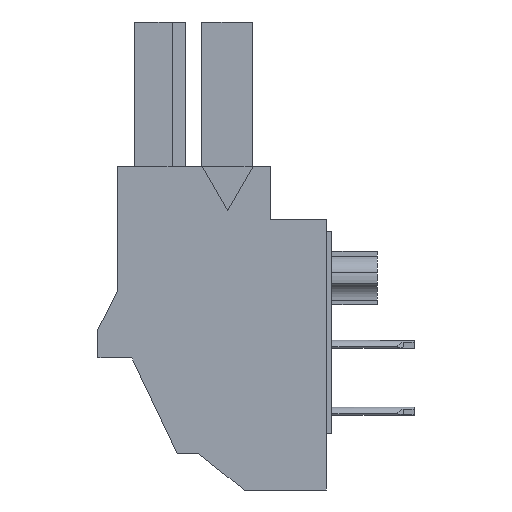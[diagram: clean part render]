
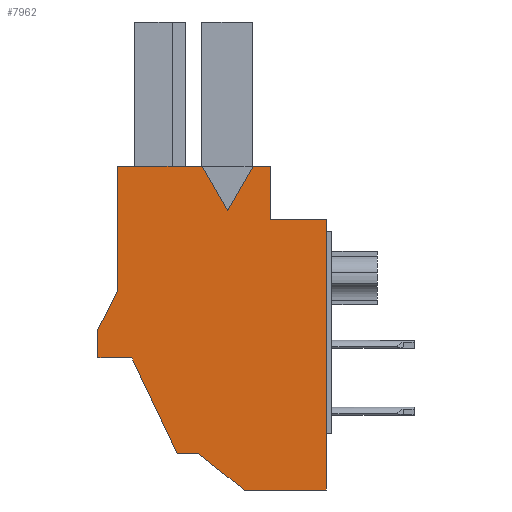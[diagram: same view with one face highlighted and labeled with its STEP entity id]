
A CAD part, left-side view. The second image highlights one B-rep face of the part: STEP entity #7962.
In plain terms, the highlighted planar face has unit normal (-1, 0, 0).
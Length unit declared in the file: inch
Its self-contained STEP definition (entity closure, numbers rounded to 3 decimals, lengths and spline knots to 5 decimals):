
#1=DIRECTION('',(0.,-0.5,-0.866));
#2=VECTOR('',#1,0.09);
#3=CARTESIAN_POINT('',(-0.309,0.018,0.));
#4=LINE('',#3,#2);
#5=DIRECTION('',(0.,-0.5,0.866));
#6=VECTOR('',#5,0.09);
#7=CARTESIAN_POINT('',(-0.309,-0.027,-0.07794));
#8=LINE('',#7,#6);
#9=DIRECTION('',(0.,-1.,0.));
#10=VECTOR('',#9,0.031);
#11=CARTESIAN_POINT('',(-0.309,-0.072,0.));
#12=LINE('',#11,#10);
#13=DIRECTION('',(0.,0.,-1.));
#14=VECTOR('',#13,0.094);
#15=CARTESIAN_POINT('',(-0.309,-0.103,0.));
#16=LINE('',#15,#14);
#17=DIRECTION('',(0.,-1.,0.));
#18=VECTOR('',#17,0.098);
#19=CARTESIAN_POINT('',(-0.309,-0.103,-0.094));
#20=LINE('',#19,#18);
#21=DIRECTION('',(0.,0.,-1.));
#22=VECTOR('',#21,0.477);
#23=CARTESIAN_POINT('',(-0.309,-0.201,-0.094));
#24=LINE('',#23,#22);
#25=DIRECTION('',(0.,1.,0.));
#26=VECTOR('',#25,0.145);
#27=CARTESIAN_POINT('',(-0.309,-0.201,-0.571));
#28=LINE('',#27,#26);
#29=DIRECTION('',(0.,0.781,0.625));
#30=VECTOR('',#29,0.10245);
#31=CARTESIAN_POINT('',(-0.309,-0.056,-0.571));
#32=LINE('',#31,#30);
#33=DIRECTION('',(0.,1.,0.));
#34=VECTOR('',#33,0.038);
#35=CARTESIAN_POINT('',(-0.309,0.024,-0.507));
#36=LINE('',#35,#34);
#37=DIRECTION('',(0.,0.428,0.904));
#38=VECTOR('',#37,0.18698);
#39=CARTESIAN_POINT('',(-0.309,0.062,-0.507));
#40=LINE('',#39,#38);
#41=DIRECTION('',(0.,1.,0.));
#42=VECTOR('',#41,0.06);
#43=CARTESIAN_POINT('',(-0.309,0.142,-0.338));
#44=LINE('',#43,#42);
#45=DIRECTION('',(0.,0.,1.));
#46=VECTOR('',#45,0.05);
#47=CARTESIAN_POINT('',(-0.309,0.202,-0.338));
#48=LINE('',#47,#46);
#49=DIRECTION('',(0.,-0.452,0.892));
#50=VECTOR('',#49,0.07737);
#51=CARTESIAN_POINT('',(-0.309,0.202,-0.288));
#52=LINE('',#51,#50);
#53=DIRECTION('',(0.,0.,1.));
#54=VECTOR('',#53,0.219);
#55=CARTESIAN_POINT('',(-0.309,0.167,-0.219));
#56=LINE('',#55,#54);
#57=DIRECTION('',(0.,-1.,0.));
#58=VECTOR('',#57,0.149);
#59=CARTESIAN_POINT('',(-0.309,0.167,0.));
#60=LINE('',#59,#58);
#6051=CARTESIAN_POINT('',(-0.309,-0.103,0.));
#6052=CARTESIAN_POINT('',(-0.309,-0.103,-0.094));
#6053=VERTEX_POINT('',#6051);
#6054=VERTEX_POINT('',#6052);
#6055=CARTESIAN_POINT('',(-0.309,-0.201,-0.094));
#6056=VERTEX_POINT('',#6055);
#6057=CARTESIAN_POINT('',(-0.309,-0.201,-0.571));
#6058=VERTEX_POINT('',#6057);
#6059=CARTESIAN_POINT('',(-0.309,-0.056,-0.571));
#6060=VERTEX_POINT('',#6059);
#6061=CARTESIAN_POINT('',(-0.309,0.024,-0.507));
#6062=VERTEX_POINT('',#6061);
#6063=CARTESIAN_POINT('',(-0.309,0.062,-0.507));
#6064=VERTEX_POINT('',#6063);
#6065=CARTESIAN_POINT('',(-0.309,0.142,-0.338));
#6066=VERTEX_POINT('',#6065);
#6067=CARTESIAN_POINT('',(-0.309,0.202,-0.338));
#6068=VERTEX_POINT('',#6067);
#6069=CARTESIAN_POINT('',(-0.309,0.202,-0.288));
#6070=VERTEX_POINT('',#6069);
#6071=CARTESIAN_POINT('',(-0.309,0.167,-0.219));
#6072=VERTEX_POINT('',#6071);
#6073=CARTESIAN_POINT('',(-0.309,0.167,0.));
#6074=VERTEX_POINT('',#6073);
#6227=CARTESIAN_POINT('',(-0.309,0.018,0.));
#6228=CARTESIAN_POINT('',(-0.309,-0.027,-0.07794));
#6229=VERTEX_POINT('',#6227);
#6230=VERTEX_POINT('',#6228);
#6231=CARTESIAN_POINT('',(-0.309,-0.072,0.));
#6232=VERTEX_POINT('',#6231);
#7925=CARTESIAN_POINT('',(-0.309,0.,0.));
#7926=DIRECTION('',(1.,0.,0.));
#7927=DIRECTION('',(0.,0.,-1.));
#7928=AXIS2_PLACEMENT_3D('',#7925,#7926,#7927);
#7929=PLANE('',#7928);
#7931=ORIENTED_EDGE('',*,*,#7930,.T.);
#7933=ORIENTED_EDGE('',*,*,#7932,.T.);
#7935=ORIENTED_EDGE('',*,*,#7934,.T.);
#7937=ORIENTED_EDGE('',*,*,#7936,.T.);
#7939=ORIENTED_EDGE('',*,*,#7938,.T.);
#7941=ORIENTED_EDGE('',*,*,#7940,.T.);
#7943=ORIENTED_EDGE('',*,*,#7942,.T.);
#7945=ORIENTED_EDGE('',*,*,#7944,.T.);
#7947=ORIENTED_EDGE('',*,*,#7946,.T.);
#7949=ORIENTED_EDGE('',*,*,#7948,.T.);
#7951=ORIENTED_EDGE('',*,*,#7950,.T.);
#7953=ORIENTED_EDGE('',*,*,#7952,.T.);
#7955=ORIENTED_EDGE('',*,*,#7954,.T.);
#7957=ORIENTED_EDGE('',*,*,#7956,.T.);
#7959=ORIENTED_EDGE('',*,*,#7958,.T.);
#7960=EDGE_LOOP('',(#7931,#7933,#7935,#7937,#7939,#7941,#7943,#7945,#7947,#7949,
#7951,#7953,#7955,#7957,#7959));
#7961=FACE_OUTER_BOUND('',#7960,.F.);
#7962=ADVANCED_FACE('',(#7961),#7929,.F.);
#7930=EDGE_CURVE('',#6229,#6230,#4,.T.);
#7932=EDGE_CURVE('',#6230,#6232,#8,.T.);
#7934=EDGE_CURVE('',#6232,#6053,#12,.T.);
#7936=EDGE_CURVE('',#6053,#6054,#16,.T.);
#7938=EDGE_CURVE('',#6054,#6056,#20,.T.);
#7940=EDGE_CURVE('',#6056,#6058,#24,.T.);
#7942=EDGE_CURVE('',#6058,#6060,#28,.T.);
#7944=EDGE_CURVE('',#6060,#6062,#32,.T.);
#7946=EDGE_CURVE('',#6062,#6064,#36,.T.);
#7948=EDGE_CURVE('',#6064,#6066,#40,.T.);
#7950=EDGE_CURVE('',#6066,#6068,#44,.T.);
#7952=EDGE_CURVE('',#6068,#6070,#48,.T.);
#7954=EDGE_CURVE('',#6070,#6072,#52,.T.);
#7956=EDGE_CURVE('',#6072,#6074,#56,.T.);
#7958=EDGE_CURVE('',#6074,#6229,#60,.T.);
